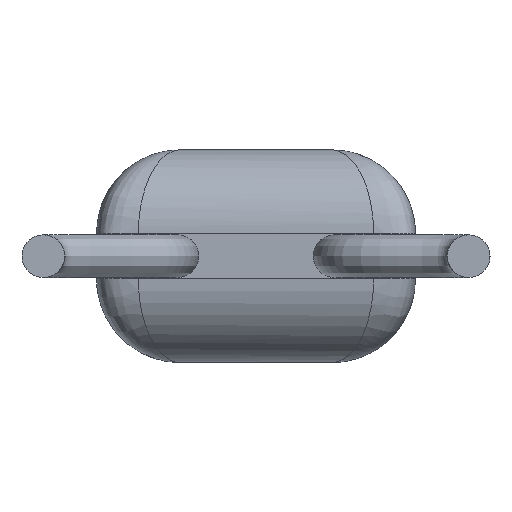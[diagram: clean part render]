
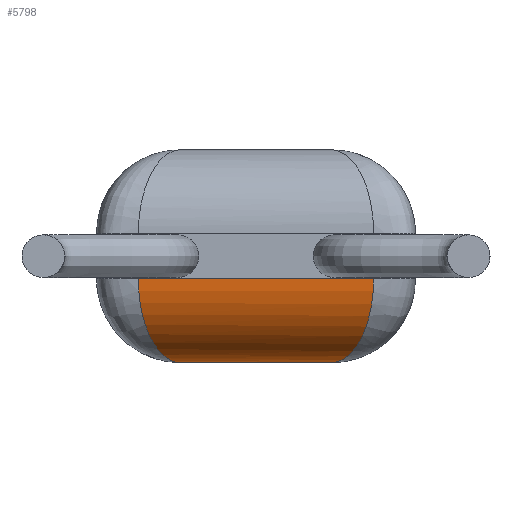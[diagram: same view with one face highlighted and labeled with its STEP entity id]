
A CAD part, front view. The second image highlights one B-rep face of the part: STEP entity #5798.
In plain terms, the highlighted cylindrical face has radius 1 mm (diameter 2 mm), a partial arc.
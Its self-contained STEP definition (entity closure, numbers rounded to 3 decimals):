
#25 = CARTESIAN_POINT ( 'NONE',  ( 0.518, 0.037, 0.729 ) ) ;
#30 = CARTESIAN_POINT ( 'NONE',  ( 2.964, 0.693, 0.048 ) ) ;
#263 = ORIENTED_EDGE ( 'NONE', *, *, #5641, .F. ) ;
#509 = CARTESIAN_POINT ( 'NONE',  ( 3.187, 0.246, 0.342 ) ) ;
#527 = CARTESIAN_POINT ( 'NONE',  ( 0.504, 0.007, 0.864 ) ) ;
#551 = CARTESIAN_POINT ( 'NONE',  ( 0.789, 0.579, 0.093 ) ) ;
#578 = CARTESIAN_POINT ( 'NONE',  ( 0.529, 0.058, 0.663 ) ) ;
#584 = CARTESIAN_POINT ( 'NONE',  ( 3.31, 0., 1. ) ) ;
#587 = CARTESIAN_POINT ( 'NONE',  ( 3.218, 0.184, 0.421 ) ) ;
#675 = VERTEX_POINT ( 'NONE', #5038 ) ;
#790 = DIRECTION ( 'NONE',  ( -1., 0., 0. ) ) ;
#1016 = CARTESIAN_POINT ( 'NONE',  ( 0.816, 0.632, 0.07 ) ) ;
#1059 = CARTESIAN_POINT ( 'NONE',  ( 0.514, 0.028, 0.763 ) ) ;
#1078 = DIRECTION ( 'NONE',  ( -1., 0., 0. ) ) ;
#1083 = CARTESIAN_POINT ( 'NONE',  ( 0.809, 0.618, 0.076 ) ) ;
#1108 = CARTESIAN_POINT ( 'NONE',  ( 0.677, 0.355, 0.234 ) ) ;
#1138 = CARTESIAN_POINT ( 'NONE',  ( 2.825, 0.971, 0. ) ) ;
#1238 = ORIENTED_EDGE ( 'NONE', *, *, #3054, .T. ) ;
#1241 = EDGE_CURVE ( 'NONE', #2551, #1306, #2706, .T. ) ;
#1306 = VERTEX_POINT ( 'NONE', #584 ) ;
#1551 = CARTESIAN_POINT ( 'NONE',  ( 0.856, 0.713, 0.039 ) ) ;
#1581 = CARTESIAN_POINT ( 'NONE',  ( 3.055, 0.51, 0.128 ) ) ;
#1598 = CARTESIAN_POINT ( 'NONE',  ( 0.539, 0.078, 0.613 ) ) ;
#1606 = CARTESIAN_POINT ( 'NONE',  ( 3.132, 0.357, 0.234 ) ) ;
#1626 = CARTESIAN_POINT ( 'NONE',  ( 0.526, 0.053, 0.679 ) ) ;
#1633 = CARTESIAN_POINT ( 'NONE',  ( 3.281, 0.059, 0.661 ) ) ;
#1652 = CARTESIAN_POINT ( 'NONE',  ( 0.571, 0.141, 0.483 ) ) ;
#1750 = VECTOR ( 'NONE', #3715, 1000. ) ;
#1888 = DIRECTION ( 'NONE',  ( 0., 0., 1. ) ) ;
#1979 = EDGE_CURVE ( 'NONE', #675, #3032, #5168, .T. ) ;
#2067 = CARTESIAN_POINT ( 'NONE',  ( 3.246, 0.128, 0.506 ) ) ;
#2083 = CARTESIAN_POINT ( 'NONE',  ( 0.61, 0.219, 0.374 ) ) ;
#2092 = CARTESIAN_POINT ( 'NONE',  ( 3.151, 0.318, 0.268 ) ) ;
#2128 = CARTESIAN_POINT ( 'NONE',  ( 0.599, 0.199, 0.401 ) ) ;
#2136 = CARTESIAN_POINT ( 'NONE',  ( 3.01, 0.6, 0.083 ) ) ;
#2150 = CARTESIAN_POINT ( 'NONE',  ( 0.5, 0., 0.932 ) ) ;
#2154 = CARTESIAN_POINT ( 'NONE',  ( 3.31, 0., 1. ) ) ;
#2174 = CARTESIAN_POINT ( 'NONE',  ( 0.742, 0.483, 0.144 ) ) ;
#2222 = CARTESIAN_POINT ( 'NONE',  ( 2.87, 0.879, 0.007 ) ) ;
#2551 = VERTEX_POINT ( 'NONE', #5363 ) ;
#2569 = CARTESIAN_POINT ( 'NONE',  ( 3.07, 0.481, 0.145 ) ) ;
#2632 = CARTESIAN_POINT ( 'NONE',  ( 0.635, 0.27, 0.316 ) ) ;
#2637 = CARTESIAN_POINT ( 'NONE',  ( 3.31, 0., 1. ) ) ;
#2649 = CYLINDRICAL_SURFACE ( 'NONE', #6490, 1. ) ;
#2651 = CARTESIAN_POINT ( 'NONE',  ( 0.65, 0.3, 0.285 ) ) ;
#2706 = LINE ( 'NONE', #2154, #1750 ) ;
#2739 = CARTESIAN_POINT ( 'NONE',  ( 2.886, 0.848, 0.011 ) ) ;
#2824 = B_SPLINE_CURVE_WITH_KNOTS ( 'NONE', 3,
 ( #4042, #2150, #527, #1059, #25, #1626, #578, #6188, #1598, #3571, #1652, #2128, #2083, #5707, #2632, #3058, #2651, #3129, #1108, #5237, #2174, #6164, #3647, #551, #4153, #1083, #4085, #1016, #1551, #5657, #3081 ),
 .UNSPECIFIED., .F., .F.,
 ( 4, 2, 2, 2, 2, 2, 2, 1, 2, 2, 2, 2, 1, 1, 2, 2, 4 ),
 ( 0., 0.125, 0.188, 0.219, 0.25, 0.375, 0.438, 0.469, 0.484, 0.5, 0.625, 0.688, 0.719, 0.734, 0.742, 0.75, 1. ),
 .UNSPECIFIED. ) ;
#3032 = VERTEX_POINT ( 'NONE', #3105 ) ;
#3054 = EDGE_CURVE ( 'NONE', #2551, #3032, #2824, .T. ) ;
#3058 = CARTESIAN_POINT ( 'NONE',  ( 0.644, 0.288, 0.298 ) ) ;
#3065 = CARTESIAN_POINT ( 'NONE',  ( 3.208, 0.204, 0.394 ) ) ;
#3081 = CARTESIAN_POINT ( 'NONE',  ( 1., 1., 0. ) ) ;
#3086 = CARTESIAN_POINT ( 'NONE',  ( 3.31, 0., 0.941 ) ) ;
#3100 = CARTESIAN_POINT ( 'NONE',  ( 0.5, 1., 0. ) ) ;
#3105 = CARTESIAN_POINT ( 'NONE',  ( 1., 1., 0. ) ) ;
#3129 = CARTESIAN_POINT ( 'NONE',  ( 0.654, 0.308, 0.278 ) ) ;
#3134 = CARTESIAN_POINT ( 'NONE',  ( 2.979, 0.662, 0.058 ) ) ;
#3384 = EDGE_LOOP ( 'NONE', ( #1238, #3464, #263, #4134 ) ) ;
#3464 = ORIENTED_EDGE ( 'NONE', *, *, #1979, .F. ) ;
#3571 = CARTESIAN_POINT ( 'NONE',  ( 0.555, 0.11, 0.54 ) ) ;
#3647 = CARTESIAN_POINT ( 'NONE',  ( 0.778, 0.556, 0.104 ) ) ;
#3715 = DIRECTION ( 'NONE',  ( 1., 0., 0. ) ) ;
#3885 = CARTESIAN_POINT ( 'NONE',  ( 2.917, 0.786, 0.023 ) ) ;
#4042 = CARTESIAN_POINT ( 'NONE',  ( 0.5, 0., 1. ) ) ;
#4085 = CARTESIAN_POINT ( 'NONE',  ( 0.813, 0.627, 0.072 ) ) ;
#4115 = CARTESIAN_POINT ( 'NONE',  ( 3.098, 0.424, 0.182 ) ) ;
#4134 = ORIENTED_EDGE ( 'NONE', *, *, #1241, .F. ) ;
#4135 = CARTESIAN_POINT ( 'NONE',  ( 3.298, 0.023, 0.784 ) ) ;
#4153 = CARTESIAN_POINT ( 'NONE',  ( 0.803, 0.606, 0.081 ) ) ;
#4159 = FACE_OUTER_BOUND ( 'NONE', #3384, .T. ) ;
#4185 = CARTESIAN_POINT ( 'NONE',  ( 3.138, 0.344, 0.245 ) ) ;
#4624 = CARTESIAN_POINT ( 'NONE',  ( 3.295, 0.031, 0.753 ) ) ;
#4645 = CARTESIAN_POINT ( 'NONE',  ( 3.262, 0.096, 0.567 ) ) ;
#4672 = CARTESIAN_POINT ( 'NONE',  ( 3.157, 0.305, 0.28 ) ) ;
#4694 = CARTESIAN_POINT ( 'NONE',  ( 3.307, 0.005, 0.878 ) ) ;
#4718 = CARTESIAN_POINT ( 'NONE',  ( 3.286, 0.048, 0.691 ) ) ;
#5038 = CARTESIAN_POINT ( 'NONE',  ( 2.81, 1., 0. ) ) ;
#5168 = LINE ( 'NONE', #3100, #5573 ) ;
#5180 = B_SPLINE_CURVE_WITH_KNOTS ( 'NONE', 3,
 ( #2637, #3086, #4694, #4135, #4624, #4718, #1633, #4645, #2067, #587, #3065, #509, #6190, #4672, #2092, #4185, #1606, #6683, #4115, #2569, #1581, #5194, #2136, #3134, #30, #5283, #3885, #2739, #2222, #5303, #1138, #6313 ),
 .UNSPECIFIED., .F., .F.,
 ( 4, 2, 2, 2, 2, 2, 2, 2, 2, 2, 2, 2, 2, 2, 2, 4 ),
 ( 0., 0.114, 0.171, 0.228, 0.355, 0.419, 0.482, 0.516, 0.549, 0.615, 0.682, 0.748, 0.811, 0.874, 0.937, 1. ),
 .UNSPECIFIED. ) ;
#5194 = CARTESIAN_POINT ( 'NONE',  ( 3.025, 0.57, 0.097 ) ) ;
#5237 = CARTESIAN_POINT ( 'NONE',  ( 0.701, 0.402, 0.196 ) ) ;
#5283 = CARTESIAN_POINT ( 'NONE',  ( 2.933, 0.754, 0.03 ) ) ;
#5303 = CARTESIAN_POINT ( 'NONE',  ( 2.84, 0.94, 0.001 ) ) ;
#5363 = CARTESIAN_POINT ( 'NONE',  ( 0.5, 0., 1. ) ) ;
#5573 = VECTOR ( 'NONE', #1078, 1000. ) ;
#5641 = EDGE_CURVE ( 'NONE', #1306, #675, #5180, .T. ) ;
#5657 = CARTESIAN_POINT ( 'NONE',  ( 0.917, 0.834, 0. ) ) ;
#5707 = CARTESIAN_POINT ( 'NONE',  ( 0.626, 0.253, 0.335 ) ) ;
#5798 = ADVANCED_FACE ( 'NONE', ( #4159 ), #2649, .T. ) ;
#6164 = CARTESIAN_POINT ( 'NONE',  ( 0.756, 0.511, 0.127 ) ) ;
#6188 = CARTESIAN_POINT ( 'NONE',  ( 0.535, 0.071, 0.63 ) ) ;
#6190 = CARTESIAN_POINT ( 'NONE',  ( 3.175, 0.269, 0.317 ) ) ;
#6295 = CARTESIAN_POINT ( 'NONE',  ( 0., 1., 1. ) ) ;
#6313 = CARTESIAN_POINT ( 'NONE',  ( 2.81, 1., 0. ) ) ;
#6490 = AXIS2_PLACEMENT_3D ( 'NONE', #6295, #790, #1888 ) ;
#6683 = CARTESIAN_POINT ( 'NONE',  ( 3.112, 0.397, 0.202 ) ) ;
